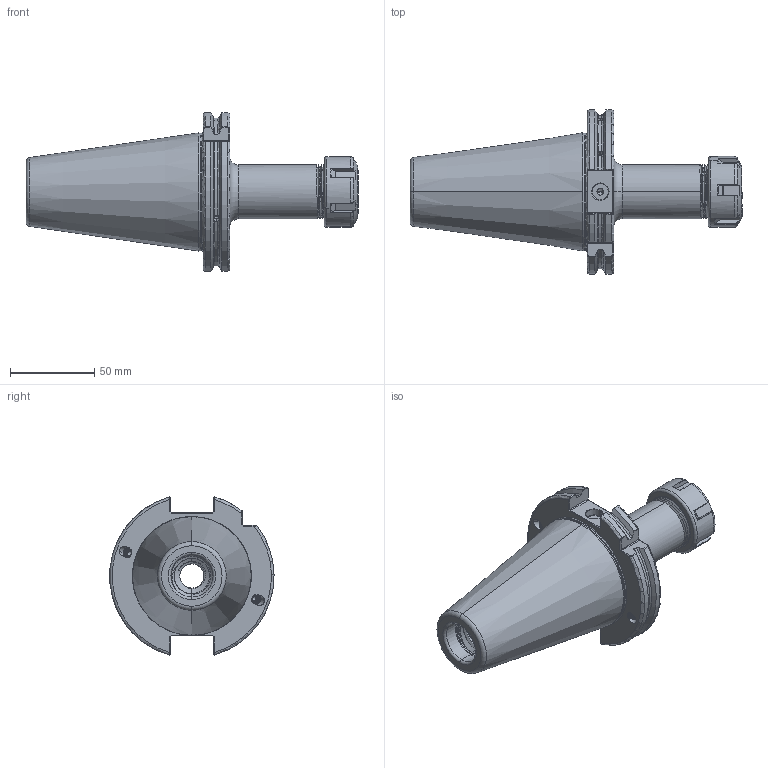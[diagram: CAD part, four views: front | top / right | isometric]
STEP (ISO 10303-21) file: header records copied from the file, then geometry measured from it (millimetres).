
FILE_DESCRIPTION (( 'STEP AP203' ), '1' );
FILE_NAME ('503.02.16.1.STEP', '2016-07-16T05:11:57', ( '' ), ( '' ), 'SwSTEP 2.0', 'SolidWorks 2012', '' );
FILE_SCHEMA (( 'CONFIG_CONTROL_DESIGN' ));
Length unit declared in the file: millimetre
Products named in the file (3): 503.02.16.1; 2-01.100.0250200C7_ER25螺帽(六溝)
Assembly tree (2 placements, depth 2):
  503.02.16.1
    503.02.16.1
    2-01.100.0250200C7_ER25螺帽(六溝)
Bounding box: 196.85 x 97.33 x 93.81 mm (x, y, z)
Volume: 364150.9 mm3; surface area: 66881.3 mm2
Topology: 2 solids, 2 shells, 435 faces, 1162 edges, 724 vertices
Faces by surface type: cylinder 166, plane 100, bspline 66, torus 64, cone 39
Entity records: 32071 total; most frequent: CARTESIAN_POINT 22359, ORIENTED_EDGE 2300, DIRECTION 1574, EDGE_CURVE 1150, VERTEX_POINT 724, AXIS2_PLACEMENT_3D 616, EDGE_LOOP 452, ADVANCED_FACE 435
